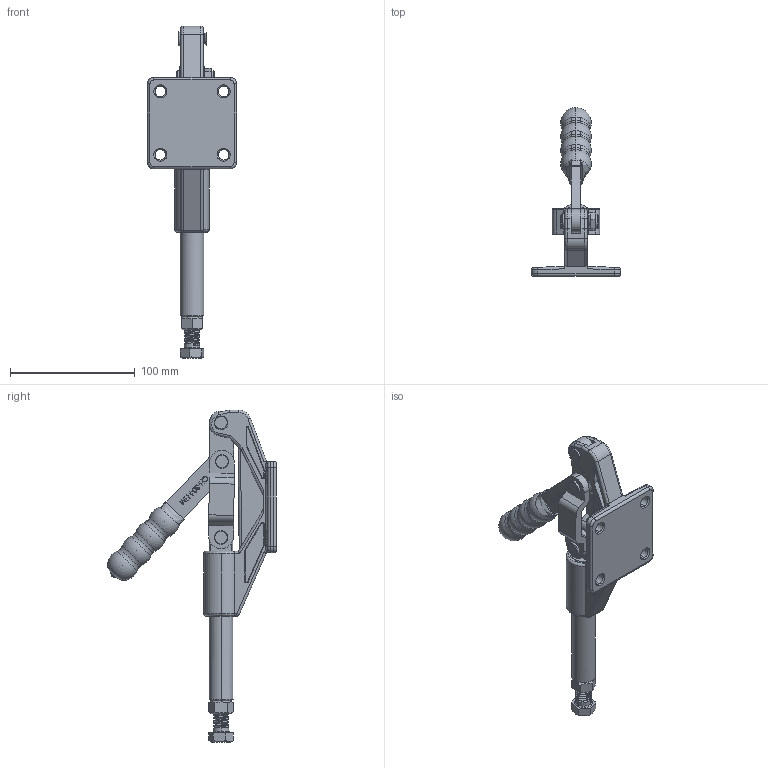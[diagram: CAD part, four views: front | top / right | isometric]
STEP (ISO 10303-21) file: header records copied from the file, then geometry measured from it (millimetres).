
FILE_DESCRIPTION (( 'STEP AP203' ), '1' );
FILE_NAME ('CH-304-HM.STEP', '2017-11-28T01:23:23', ( 'Windows' ), ( 'Microsoft' ), 'SwSTEP 2.0', 'SolidWorks 2015', '' );
FILE_SCHEMA (( 'CONFIG_CONTROL_DESIGN' ));
Length unit declared in the file: millimetre
Products named in the file (12): CH-304-HM; CH-304-HM-04 CONNECTING-PLATE; 5-16 LOCK NUT; CH-304-HM-06; M12 Nut; CH-SA-125017 SPINDLE SUPPLIED; 304-05; CH-304-HM-01 BASE; CH-304-HM-03 HANDLE; CH-304-HM-02 CREST STALK; 湮-HM; CH-304-HM-07
Assembly tree (15 placements, depth 2):
  CH-304-HM
    CH-304-HM-01 BASE
    CH-304-HM-02 CREST STALK
    CH-304-HM-07  x2
    CH-304-HM-04 CONNECTING-PLATE  x2
    5-16 LOCK NUT  x2
    CH-304-HM-06  x2
    M12 Nut
    CH-SA-125017 SPINDLE SUPPLIED
    304-05
    CH-304-HM-03 HANDLE
    湮-HM
Bounding box: 71.4 x 135.44 x 266.28 mm (x, y, z)
Volume: 200104.9 mm3; surface area: 83330.9 mm2
Topology: 15 solids, 15 shells, 2468 faces, 6414 edges, 4008 vertices
Faces by surface type: plane 1343, cylinder 791, bspline 192, cone 73, torus 57, sphere 12
Entity records: 67803 total; most frequent: CARTESIAN_POINT 28035, ORIENTED_EDGE 8472, DIRECTION 7538, EDGE_CURVE 4236, VERTEX_POINT 2671, AXIS2_PLACEMENT_3D 2617, VECTOR 2304, LINE 2304
